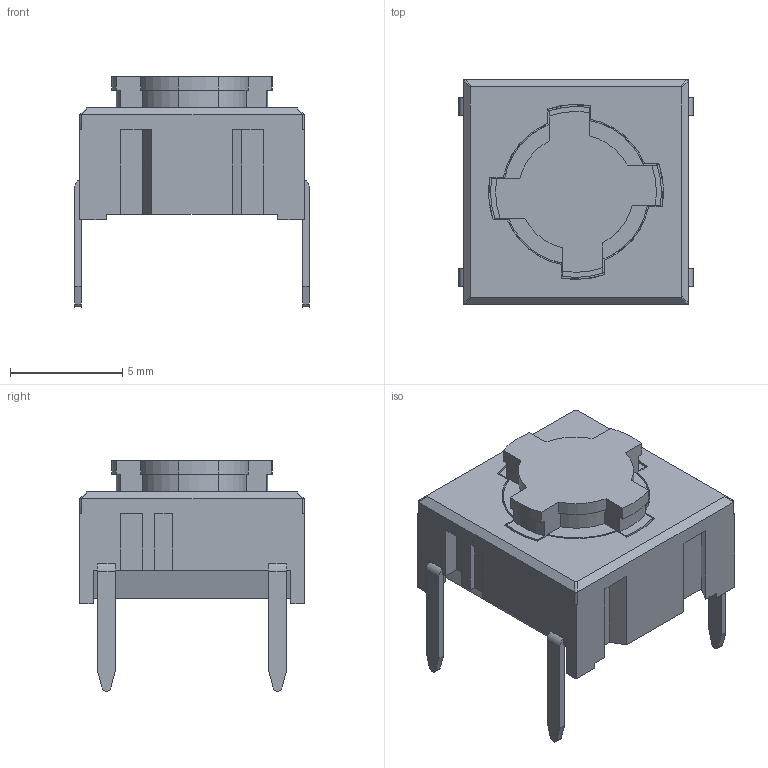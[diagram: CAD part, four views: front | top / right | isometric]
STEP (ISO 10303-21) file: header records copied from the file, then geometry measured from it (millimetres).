
FILE_DESCRIPTION((''),'2;1');
FILE_NAME('5ETH9.stp','2009-10-14T13:41:31',('FD'),(''),'Autodesk Inventor 2010','Autodesk Inventor 2010','');
FILE_SCHEMA(('AUTOMOTIVE_DESIGN { 1 0 10303 214 1 1 1 1 }'));
Length unit declared in the file: millimetre
Products named in the file (1): Part113
Bounding box: 10.46 x 10 x 10.27 mm (x, y, z)
Volume: 472.1 mm3; surface area: 557.7 mm2
Topology: 1 solids, 1 shells, 300 faces, 895 edges, 590 vertices
Faces by surface type: plane 196, bspline 65, cylinder 39
Entity records: 10375 total; most frequent: CARTESIAN_POINT 2439, ORIENTED_EDGE 1790, DIRECTION 1463, EDGE_CURVE 895, VECTOR 675, LINE 675, VERTEX_POINT 590, AXIS2_PLACEMENT_3D 394
